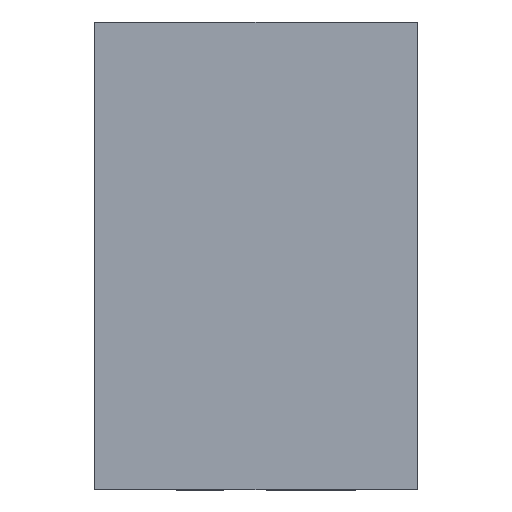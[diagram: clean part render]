
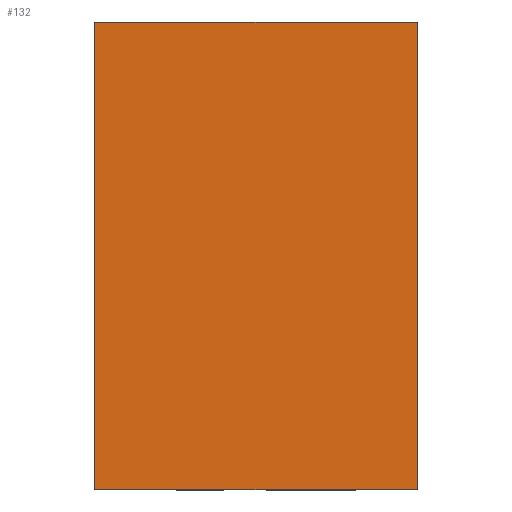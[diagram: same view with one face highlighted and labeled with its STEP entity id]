
A CAD part, front view. The second image highlights one B-rep face of the part: STEP entity #132.
In plain terms, the highlighted planar face has unit normal (0, -1, 0).
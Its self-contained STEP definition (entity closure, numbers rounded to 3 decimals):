
#14=LINE('',#26787,#26);
#22=LINE('',#26802,#34);
#23=LINE('',#26804,#35);
#24=LINE('',#26805,#36);
#26=VECTOR('',#167,10.);
#34=VECTOR('',#179,10.);
#35=VECTOR('',#182,10.);
#36=VECTOR('',#183,10.);
#50=FACE_OUTER_BOUND('',#59,.T.);
#59=EDGE_LOOP('',(#106,#107,#108,#109));
#65=VERTEX_POINT('',#26783);
#67=VERTEX_POINT('',#26786);
#71=VERTEX_POINT('',#26798);
#72=VERTEX_POINT('',#26800);
#77=EDGE_CURVE('',#65,#67,#14,.T.);
#85=EDGE_CURVE('',#71,#72,#22,.T.);
#86=EDGE_CURVE('',#65,#71,#23,.T.);
#87=EDGE_CURVE('',#67,#72,#24,.T.);
#106=ORIENTED_EDGE('',*,*,#86,.T.);
#107=ORIENTED_EDGE('',*,*,#85,.T.);
#108=ORIENTED_EDGE('',*,*,#87,.F.);
#109=ORIENTED_EDGE('',*,*,#77,.F.);
#123=PLANE('',#155);
#132=ADVANCED_FACE('',(#50),#123,.T.);
#155=AXIS2_PLACEMENT_3D('',#26803,#180,#181);
#167=DIRECTION('',(0.,0.,1.));
#179=DIRECTION('',(0.,0.,1.));
#180=DIRECTION('center_axis',(0.,-1.,0.));
#181=DIRECTION('ref_axis',(1.,0.,0.));
#182=DIRECTION('',(1.,0.,0.));
#183=DIRECTION('',(1.,0.,0.));
#26783=CARTESIAN_POINT('',(-100.,0.,0.));
#26786=CARTESIAN_POINT('',(-100.,0.,290.));
#26787=CARTESIAN_POINT('',(-100.,0.,0.));
#26798=CARTESIAN_POINT('',(100.,0.,0.));
#26800=CARTESIAN_POINT('',(100.,0.,290.));
#26802=CARTESIAN_POINT('',(100.,0.,0.));
#26803=CARTESIAN_POINT('Origin',(-100.,0.,0.));
#26804=CARTESIAN_POINT('',(0.,0.,0.));
#26805=CARTESIAN_POINT('',(0.,0.,290.));
